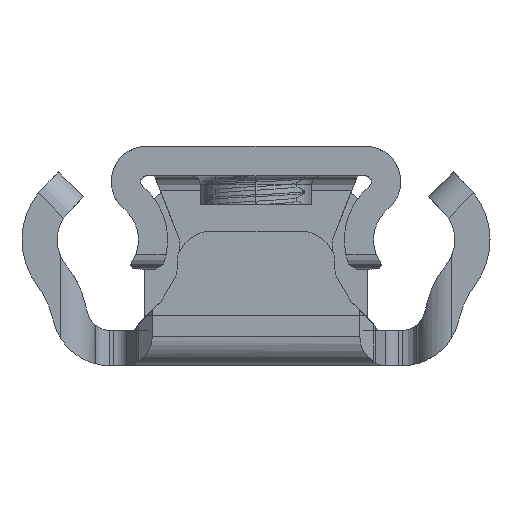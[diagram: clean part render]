
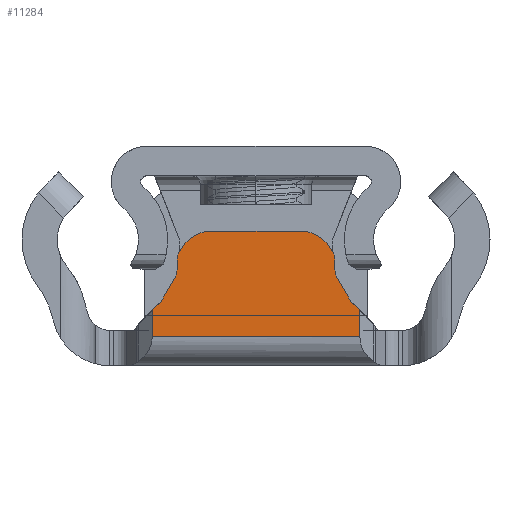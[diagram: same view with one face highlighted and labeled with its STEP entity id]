
A CAD part, left-side view. The second image highlights one B-rep face of the part: STEP entity #11284.
In plain terms, the highlighted planar face has unit normal (-1, 0, 0).
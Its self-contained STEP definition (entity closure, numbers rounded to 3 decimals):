
#7 = VERTEX_POINT ( 'NONE', #758 ) ;
#50 = LINE ( 'NONE', #4226, #3404 ) ;
#71 = FACE_OUTER_BOUND ( 'NONE', #1087, .T. ) ;
#183 = CARTESIAN_POINT ( 'NONE',  ( 1.3, -3.24, 2.206 ) ) ;
#204 = CARTESIAN_POINT ( 'NONE',  ( 1.3, 1.512, 3.4 ) ) ;
#284 = CARTESIAN_POINT ( 'NONE',  ( 1.3, -2.7, 3.276 ) ) ;
#289 = ORIENTED_EDGE ( 'NONE', *, *, #9546, .T. ) ;
#383 = LINE ( 'NONE', #9493, #2883 ) ;
#408 = VERTEX_POINT ( 'NONE', #8621 ) ;
#450 = VERTEX_POINT ( 'NONE', #9507 ) ;
#608 = VERTEX_POINT ( 'NONE', #4284 ) ;
#754 = DIRECTION ( 'NONE',  ( 0., 0.5, -0.866 ) ) ;
#758 = CARTESIAN_POINT ( 'NONE',  ( 1.3, -2.633, 3.858 ) ) ;
#823 = LINE ( 'NONE', #11010, #9043 ) ;
#896 = DIRECTION ( 'NONE',  ( 0., 0.5, 0.866 ) ) ;
#962 = CIRCLE ( 'NONE', #2483, 1.2 ) ;
#974 = PLANE ( 'NONE',  #10325 ) ;
#1087 = EDGE_LOOP ( 'NONE', ( #1693, #4430, #289, #5113, #2490, #3790, #9484, #10356, #11624, #5685, #11213, #11684, #4094, #4828, #7864, #4826, #5814, #6194 ) ) ;
#1275 = DIRECTION ( 'NONE',  ( 0., 0.707, -0.707 ) ) ;
#1338 = CARTESIAN_POINT ( 'NONE',  ( 1.3, -3.546, 1.9 ) ) ;
#1591 = EDGE_CURVE ( 'NONE', #1973, #2118, #2500, .T. ) ;
#1693 = ORIENTED_EDGE ( 'NONE', *, *, #5346, .F. ) ;
#1789 = CARTESIAN_POINT ( 'NONE',  ( 1.3, -2.7, 3.276 ) ) ;
#1832 = EDGE_CURVE ( 'NONE', #5430, #5390, #1896, .T. ) ;
#1866 = CARTESIAN_POINT ( 'NONE',  ( 1.3, 2.2, 3.608 ) ) ;
#1896 = LINE ( 'NONE', #5554, #4936 ) ;
#1973 = VERTEX_POINT ( 'NONE', #2077 ) ;
#2057 = DIRECTION ( 'NONE',  ( -1., 0., 0. ) ) ;
#2077 = CARTESIAN_POINT ( 'NONE',  ( 1.3, 2.7, 3.276 ) ) ;
#2118 = VERTEX_POINT ( 'NONE', #7875 ) ;
#2141 = CARTESIAN_POINT ( 'NONE',  ( 1.3, -2.551, 4. ) ) ;
#2260 = DIRECTION ( 'NONE',  ( 0., 0., 1. ) ) ;
#2301 = VECTOR ( 'NONE', #10440, 1000. ) ;
#2483 = AXIS2_PLACEMENT_3D ( 'NONE', #204, #9324, #6755 ) ;
#2490 = ORIENTED_EDGE ( 'NONE', *, *, #4238, .T. ) ;
#2500 = CIRCLE ( 'NONE', #9211, 0.5 ) ;
#2610 = VERTEX_POINT ( 'NONE', #2141 ) ;
#2639 = DIRECTION ( 'NONE',  ( 0., 0., -1. ) ) ;
#2756 = CARTESIAN_POINT ( 'NONE',  ( 1.3, 3.24, 2.206 ) ) ;
#2800 = LINE ( 'NONE', #7179, #4110 ) ;
#2883 = VECTOR ( 'NONE', #1275, 1000. ) ;
#2907 = CARTESIAN_POINT ( 'NONE',  ( 1.3, -3.546, 0. ) ) ;
#2926 = CARTESIAN_POINT ( 'NONE',  ( 1.3, -1.512, 4.6 ) ) ;
#3157 = DIRECTION ( 'NONE',  ( 0., 1., 0. ) ) ;
#3291 = LINE ( 'NONE', #8921, #8155 ) ;
#3404 = VECTOR ( 'NONE', #10621, 1000. ) ;
#3405 = LINE ( 'NONE', #1789, #10667 ) ;
#3469 = EDGE_CURVE ( 'NONE', #2118, #7788, #2800, .T. ) ;
#3484 = DIRECTION ( 'NONE',  ( 0., 0., 1. ) ) ;
#3621 = EDGE_CURVE ( 'NONE', #408, #9009, #11134, .T. ) ;
#3687 = VERTEX_POINT ( 'NONE', #284 ) ;
#3790 = ORIENTED_EDGE ( 'NONE', *, *, #7213, .T. ) ;
#3954 = CIRCLE ( 'NONE', #8736, 0.5 ) ;
#4025 = CIRCLE ( 'NONE', #10713, 0.5 ) ;
#4094 = ORIENTED_EDGE ( 'NONE', *, *, #1832, .T. ) ;
#4110 = VECTOR ( 'NONE', #9222, 1000. ) ;
#4226 = CARTESIAN_POINT ( 'NONE',  ( 1.3, -2.633, 3.858 ) ) ;
#4238 = EDGE_CURVE ( 'NONE', #608, #6940, #11150, .T. ) ;
#4272 = EDGE_CURVE ( 'NONE', #2610, #408, #9108, .T. ) ;
#4284 = CARTESIAN_POINT ( 'NONE',  ( 1.3, -3.24, 2.206 ) ) ;
#4419 = EDGE_CURVE ( 'NONE', #450, #8406, #5582, .T. ) ;
#4430 = ORIENTED_EDGE ( 'NONE', *, *, #4419, .T. ) ;
#4494 = VECTOR ( 'NONE', #3157, 1000. ) ;
#4765 = VECTOR ( 'NONE', #2639, 1000. ) ;
#4826 = ORIENTED_EDGE ( 'NONE', *, *, #1591, .T. ) ;
#4828 = ORIENTED_EDGE ( 'NONE', *, *, #9796, .T. ) ;
#4833 = VERTEX_POINT ( 'NONE', #8074 ) ;
#4858 = CARTESIAN_POINT ( 'NONE',  ( 1.3, 3.2, 3.276 ) ) ;
#4936 = VECTOR ( 'NONE', #754, 1000. ) ;
#5113 = ORIENTED_EDGE ( 'NONE', *, *, #5553, .T. ) ;
#5239 = EDGE_CURVE ( 'NONE', #11541, #7, #3954, .T. ) ;
#5346 = EDGE_CURVE ( 'NONE', #450, #4833, #3291, .T. ) ;
#5390 = VERTEX_POINT ( 'NONE', #9431 ) ;
#5430 = VERTEX_POINT ( 'NONE', #7064 ) ;
#5447 = DIRECTION ( 'NONE',  ( 0., 0., 1. ) ) ;
#5553 = EDGE_CURVE ( 'NONE', #9577, #608, #823, .T. ) ;
#5554 = CARTESIAN_POINT ( 'NONE',  ( 1.3, 2.633, 3.858 ) ) ;
#5582 = LINE ( 'NONE', #5641, #6644 ) ;
#5641 = CARTESIAN_POINT ( 'NONE',  ( 1.3, 3.546, 1. ) ) ;
#5668 = AXIS2_PLACEMENT_3D ( 'NONE', #11801, #6553, #11088 ) ;
#5685 = ORIENTED_EDGE ( 'NONE', *, *, #4272, .T. ) ;
#5710 = DIRECTION ( 'NONE',  ( 0., 0., 1. ) ) ;
#5814 = ORIENTED_EDGE ( 'NONE', *, *, #3469, .T. ) ;
#6194 = ORIENTED_EDGE ( 'NONE', *, *, #9405, .T. ) ;
#6316 = DIRECTION ( 'NONE',  ( -1., 0., 0. ) ) ;
#6317 = DIRECTION ( 'NONE',  ( 0., 0., -1. ) ) ;
#6520 = CARTESIAN_POINT ( 'NONE',  ( 1.3, -2.767, 3.026 ) ) ;
#6553 = DIRECTION ( 'NONE',  ( -1., 0., 0. ) ) ;
#6644 = VECTOR ( 'NONE', #9238, 1000. ) ;
#6755 = DIRECTION ( 'NONE',  ( 0., 0., 1. ) ) ;
#6940 = VERTEX_POINT ( 'NONE', #6520 ) ;
#7051 = AXIS2_PLACEMENT_3D ( 'NONE', #9446, #11347, #8548 ) ;
#7064 = CARTESIAN_POINT ( 'NONE',  ( 1.3, 2.551, 4. ) ) ;
#7179 = CARTESIAN_POINT ( 'NONE',  ( 1.3, 3.24, 2.206 ) ) ;
#7213 = EDGE_CURVE ( 'NONE', #6940, #3687, #7251, .T. ) ;
#7251 = CIRCLE ( 'NONE', #7051, 0.5 ) ;
#7788 = VERTEX_POINT ( 'NONE', #2756 ) ;
#7804 = CARTESIAN_POINT ( 'NONE',  ( 1.3, 2.7, 3.608 ) ) ;
#7864 = ORIENTED_EDGE ( 'NONE', *, *, #8442, .T. ) ;
#7875 = CARTESIAN_POINT ( 'NONE',  ( 1.3, 2.767, 3.026 ) ) ;
#7898 = DIRECTION ( 'NONE',  ( 0., 0., 1. ) ) ;
#8074 = CARTESIAN_POINT ( 'NONE',  ( 1.3, 3.546, 1.9 ) ) ;
#8155 = VECTOR ( 'NONE', #7898, 1000. ) ;
#8217 = CARTESIAN_POINT ( 'NONE',  ( 1.3, -3.546, 1. ) ) ;
#8406 = VERTEX_POINT ( 'NONE', #8217 ) ;
#8417 = CARTESIAN_POINT ( 'NONE',  ( 1.3, -2.2, 3.608 ) ) ;
#8429 = LINE ( 'NONE', #2907, #2301 ) ;
#8442 = EDGE_CURVE ( 'NONE', #9662, #1973, #10849, .T. ) ;
#8548 = DIRECTION ( 'NONE',  ( 0., 0., 1. ) ) ;
#8621 = CARTESIAN_POINT ( 'NONE',  ( 1.3, -1.512, 4.6 ) ) ;
#8736 = AXIS2_PLACEMENT_3D ( 'NONE', #8417, #2057, #5710 ) ;
#8921 = CARTESIAN_POINT ( 'NONE',  ( 1.3, 3.546, 0. ) ) ;
#8928 = EDGE_CURVE ( 'NONE', #3687, #11541, #3405, .T. ) ;
#9009 = VERTEX_POINT ( 'NONE', #9560 ) ;
#9043 = VECTOR ( 'NONE', #10889, 1000. ) ;
#9049 = EDGE_CURVE ( 'NONE', #7, #2610, #50, .T. ) ;
#9108 = CIRCLE ( 'NONE', #5668, 1.2 ) ;
#9211 = AXIS2_PLACEMENT_3D ( 'NONE', #4858, #9465, #2260 ) ;
#9222 = DIRECTION ( 'NONE',  ( 0., 0.5, -0.866 ) ) ;
#9238 = DIRECTION ( 'NONE',  ( 0., -1., 0. ) ) ;
#9324 = DIRECTION ( 'NONE',  ( -1., 0., 0. ) ) ;
#9405 = EDGE_CURVE ( 'NONE', #7788, #4833, #383, .T. ) ;
#9431 = CARTESIAN_POINT ( 'NONE',  ( 1.3, 2.633, 3.858 ) ) ;
#9446 = CARTESIAN_POINT ( 'NONE',  ( 1.3, -3.2, 3.276 ) ) ;
#9465 = DIRECTION ( 'NONE',  ( 1., 0., 0. ) ) ;
#9484 = ORIENTED_EDGE ( 'NONE', *, *, #8928, .T. ) ;
#9489 = EDGE_CURVE ( 'NONE', #9009, #5430, #962, .T. ) ;
#9493 = CARTESIAN_POINT ( 'NONE',  ( 1.3, 3.24, 2.206 ) ) ;
#9507 = CARTESIAN_POINT ( 'NONE',  ( 1.3, 3.546, 1. ) ) ;
#9546 = EDGE_CURVE ( 'NONE', #8406, #9577, #8429, .T. ) ;
#9560 = CARTESIAN_POINT ( 'NONE',  ( 1.3, 1.512, 4.6 ) ) ;
#9577 = VERTEX_POINT ( 'NONE', #1338 ) ;
#9662 = VERTEX_POINT ( 'NONE', #7804 ) ;
#9796 = EDGE_CURVE ( 'NONE', #5390, #9662, #4025, .T. ) ;
#9835 = DIRECTION ( 'NONE',  ( 1., 0., 0. ) ) ;
#9949 = CARTESIAN_POINT ( 'NONE',  ( 1.3, 2.7, 3.276 ) ) ;
#10325 = AXIS2_PLACEMENT_3D ( 'NONE', #11809, #9835, #6317 ) ;
#10356 = ORIENTED_EDGE ( 'NONE', *, *, #5239, .T. ) ;
#10372 = CARTESIAN_POINT ( 'NONE',  ( 1.3, -2.7, 3.608 ) ) ;
#10440 = DIRECTION ( 'NONE',  ( 0., 0., 1. ) ) ;
#10447 = VECTOR ( 'NONE', #896, 1000. ) ;
#10621 = DIRECTION ( 'NONE',  ( 0., 0.5, 0.866 ) ) ;
#10667 = VECTOR ( 'NONE', #5447, 1000. ) ;
#10713 = AXIS2_PLACEMENT_3D ( 'NONE', #1866, #6316, #3484 ) ;
#10849 = LINE ( 'NONE', #9949, #4765 ) ;
#10889 = DIRECTION ( 'NONE',  ( 0., 0.707, 0.707 ) ) ;
#11010 = CARTESIAN_POINT ( 'NONE',  ( 1.3, -3.24, 2.206 ) ) ;
#11088 = DIRECTION ( 'NONE',  ( 0., 0., 1. ) ) ;
#11134 = LINE ( 'NONE', #2926, #4494 ) ;
#11150 = LINE ( 'NONE', #183, #10447 ) ;
#11213 = ORIENTED_EDGE ( 'NONE', *, *, #3621, .T. ) ;
#11284 = ADVANCED_FACE ( 'NONE', ( #71 ), #974, .F. ) ;
#11347 = DIRECTION ( 'NONE',  ( 1., 0., 0. ) ) ;
#11541 = VERTEX_POINT ( 'NONE', #10372 ) ;
#11624 = ORIENTED_EDGE ( 'NONE', *, *, #9049, .T. ) ;
#11684 = ORIENTED_EDGE ( 'NONE', *, *, #9489, .T. ) ;
#11801 = CARTESIAN_POINT ( 'NONE',  ( 1.3, -1.512, 3.4 ) ) ;
#11809 = CARTESIAN_POINT ( 'NONE',  ( 1.3, 3.546, -1.8 ) ) ;
